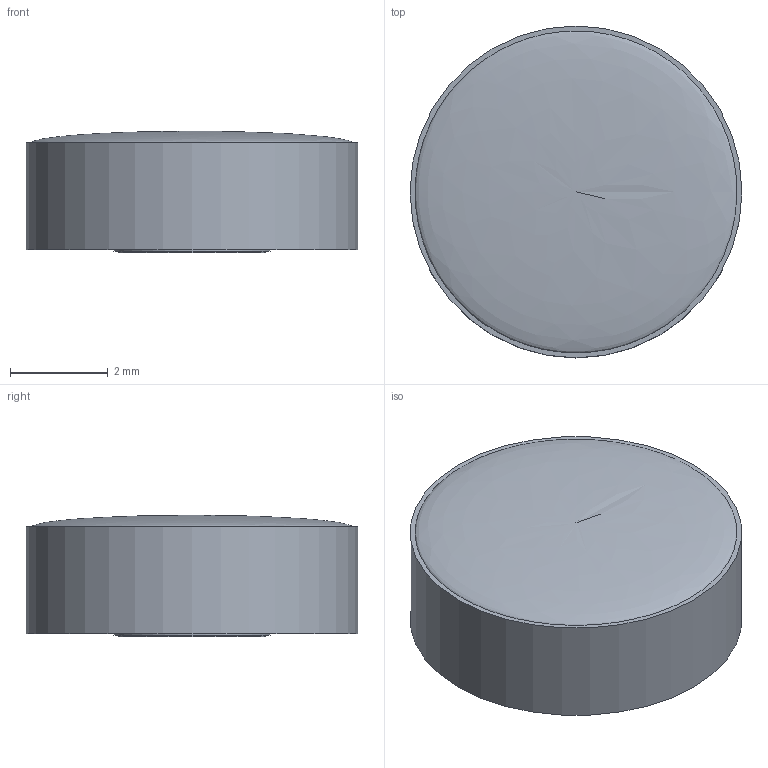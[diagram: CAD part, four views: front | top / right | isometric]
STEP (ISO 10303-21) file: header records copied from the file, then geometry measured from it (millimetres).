
FILE_DESCRIPTION(('FreeCAD Model'),'2;1');
FILE_NAME('Open CASCADE Shape Model','2021-12-12T02:14:56',('Doomn00b'), (''),'Open CASCADE STEP processor 7.5','FreeCAD','Unknown');
FILE_SCHEMA(('AUTOMOTIVE_DESIGN { 1 0 10303 214 1 1 1 1 }'));
Length unit declared in the file: millimetre
Products named in the file (1): cell
Bounding box: 6.8 x 6.8 x 2.49 mm (x, y, z)
Volume: 85.4 mm3; surface area: 120.6 mm2
Topology: 1 solids, 1 shells, 8 faces, 12 edges, 8 vertices
Faces by surface type: plane 4, cylinder 3, bspline 1
Full cylindrical faces by diameter (mm): 3 x1, 3.2 x1, 6.8 x1
Entity records: 361 total; most frequent: CARTESIAN_POINT 199, DIRECTION 31, ORIENTED_EDGE 22, AXIS2_PLACEMENT_3D 14, FACE_BOUND 11, EDGE_LOOP 11, EDGE_CURVE 11, ADVANCED_FACE 8
